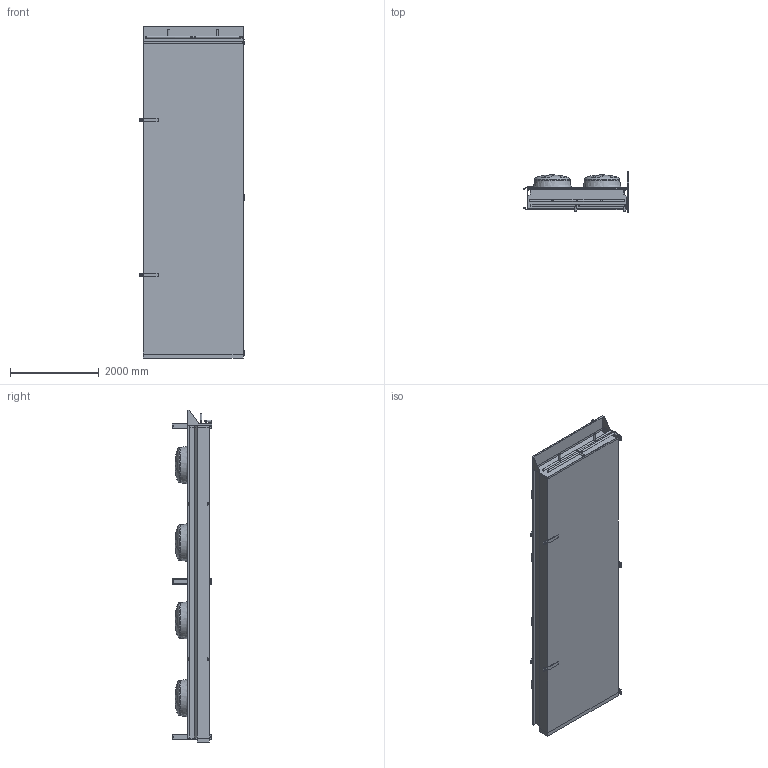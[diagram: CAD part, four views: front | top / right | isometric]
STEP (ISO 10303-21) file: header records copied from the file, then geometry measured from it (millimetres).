
FILE_DESCRIPTION (( 'STEP AP203' ), '1' );
FILE_NAME ('BXD_804_H.STEP', '2018-09-17T15:03:49', ( 'Alfa Laval' ), ( 'Alfa Laval' ), 'SwSTEP 2.0', 'SolidWorks 2016', '' );
FILE_SCHEMA (( 'CONFIG_CONTROL_DESIGN' ));
Length unit declared in the file: millimetre
Products named in the file (6): BXD_804_H; ALB_HEADER_GAS_COOLER_DOUBLE_LIGHT_CU; ALB_COILFRAME-CASING_LIGHT_DOUBLE_800_4M; ALB_FEET_HF_LIGHT_DOUBLE_800_4M; ALB_COVER_HS_LIGHT_DOUBLE; ALB_COVER_BS_LIGHT_DOUBLE_CU
Assembly tree (5 placements, depth 2):
  BXD_804_H
    ALB_COILFRAME-CASING_LIGHT_DOUBLE_800_4M
    ALB_FEET_HF_LIGHT_DOUBLE_800_4M
    ALB_COVER_HS_LIGHT_DOUBLE
    ALB_COVER_BS_LIGHT_DOUBLE_CU
    ALB_HEADER_GAS_COOLER_DOUBLE_LIGHT_CU
Bounding box: 2382.27 x 900 x 7480 mm (x, y, z)
Volume: 8678360838.3 mm3; surface area: 52210666.1 mm2
Topology: 14 solids, 14 shells, 263 faces, 752 edges, 552 vertices
Faces by surface type: plane 119, cylinder 80, bspline 64
Full cylindrical faces by diameter (mm): 16 x6, 30 x6, 40 x4, 42 x8, 800 x8
Entity records: 16238 total; most frequent: CARTESIAN_POINT 9301, ORIENTED_EDGE 1292, DIRECTION 1192, EDGE_CURVE 646, VERTEX_POINT 512, AXIS2_PLACEMENT_3D 443, EDGE_LOOP 402, FACE_OUTER_BOUND 311
